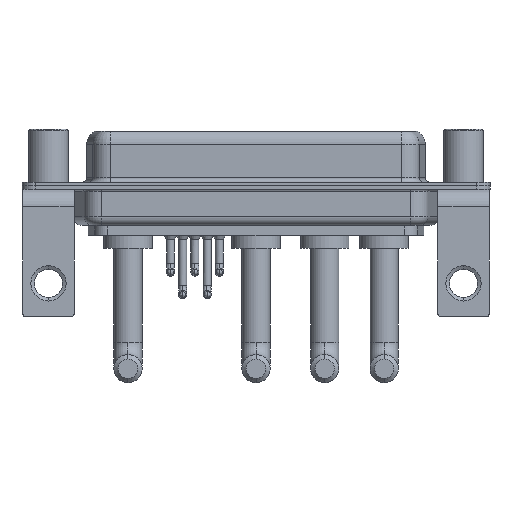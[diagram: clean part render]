
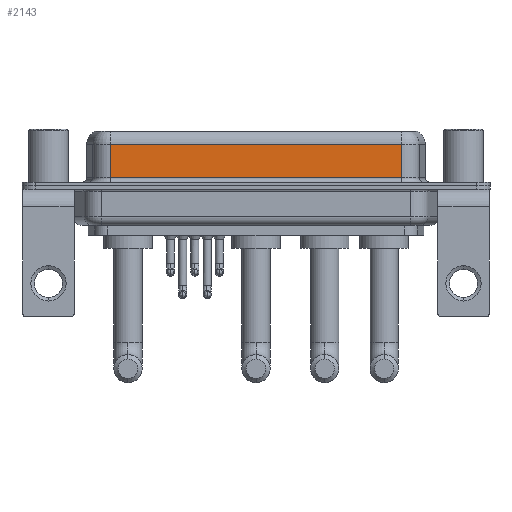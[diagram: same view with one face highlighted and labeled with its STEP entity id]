
A CAD part, front view. The second image highlights one B-rep face of the part: STEP entity #2143.
In plain terms, the highlighted planar face has unit normal (0, -1, 0).
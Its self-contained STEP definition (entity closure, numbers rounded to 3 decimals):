
#1029 = CARTESIAN_POINT ( 'NONE',  ( 40.037, -3.95, 4.65 ) ) ;
#1350 = EDGE_CURVE ( 'NONE', #8653, #4955, #16205, .T. ) ;
#1596 = ORIENTED_EDGE ( 'NONE', *, *, #2761, .T. ) ;
#1989 = AXIS2_PLACEMENT_3D ( 'NONE', #11538, #8735, #11439 ) ;
#2143 = ADVANCED_FACE ( 'NONE', ( #17519 ), #19335, .F. ) ;
#2761 = EDGE_CURVE ( 'NONE', #4955, #3194, #13595, .T. ) ;
#2888 = CARTESIAN_POINT ( 'NONE',  ( 7.013, -3.95, 0.9 ) ) ;
#3034 = EDGE_CURVE ( 'NONE', #8653, #10606, #17371, .T. ) ;
#3194 = VERTEX_POINT ( 'NONE', #2888 ) ;
#3457 = ORIENTED_EDGE ( 'NONE', *, *, #10570, .T. ) ;
#4023 = DIRECTION ( 'NONE',  ( -1., 0., 0. ) ) ;
#4209 = CARTESIAN_POINT ( 'NONE',  ( 7.013, -3.95, 6.4 ) ) ;
#4752 = VECTOR ( 'NONE', #6599, 1000. ) ;
#4955 = VERTEX_POINT ( 'NONE', #14262 ) ;
#5090 = DIRECTION ( 'NONE',  ( 1., 0., 0. ) ) ;
#5600 = ORIENTED_EDGE ( 'NONE', *, *, #3034, .F. ) ;
#5919 = DIRECTION ( 'NONE',  ( 0., 0., -1. ) ) ;
#6599 = DIRECTION ( 'NONE',  ( 0., 0., -1. ) ) ;
#6695 = VECTOR ( 'NONE', #5919, 1000. ) ;
#7002 = CARTESIAN_POINT ( 'NONE',  ( 40.037, -3.95, 0.9 ) ) ;
#8513 = CARTESIAN_POINT ( 'NONE',  ( 40.037, -3.95, 4.65 ) ) ;
#8653 = VERTEX_POINT ( 'NONE', #1029 ) ;
#8735 = DIRECTION ( 'NONE',  ( 0., 1., 0. ) ) ;
#10570 = EDGE_CURVE ( 'NONE', #3194, #10606, #16102, .T. ) ;
#10606 = VERTEX_POINT ( 'NONE', #19087 ) ;
#11439 = DIRECTION ( 'NONE',  ( 0., 0., 1. ) ) ;
#11538 = CARTESIAN_POINT ( 'NONE',  ( 40.037, -3.95, 6.4 ) ) ;
#12161 = EDGE_LOOP ( 'NONE', ( #5600, #18036, #1596, #3457 ) ) ;
#13314 = VECTOR ( 'NONE', #4023, 1000. ) ;
#13595 = LINE ( 'NONE', #4209, #6695 ) ;
#14101 = VECTOR ( 'NONE', #5090, 1000. ) ;
#14262 = CARTESIAN_POINT ( 'NONE',  ( 7.013, -3.95, 4.65 ) ) ;
#16102 = LINE ( 'NONE', #7002, #14101 ) ;
#16205 = LINE ( 'NONE', #8513, #13314 ) ;
#17371 = LINE ( 'NONE', #17469, #4752 ) ;
#17469 = CARTESIAN_POINT ( 'NONE',  ( 40.037, -3.95, 6.4 ) ) ;
#17519 = FACE_OUTER_BOUND ( 'NONE', #12161, .T. ) ;
#18036 = ORIENTED_EDGE ( 'NONE', *, *, #1350, .T. ) ;
#19087 = CARTESIAN_POINT ( 'NONE',  ( 40.037, -3.95, 0.9 ) ) ;
#19335 = PLANE ( 'NONE',  #1989 ) ;
